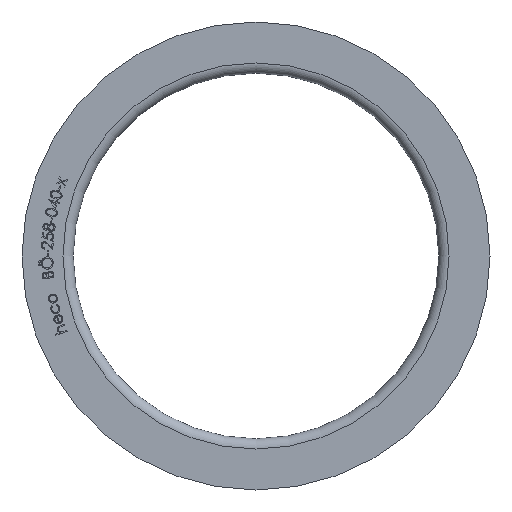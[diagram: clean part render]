
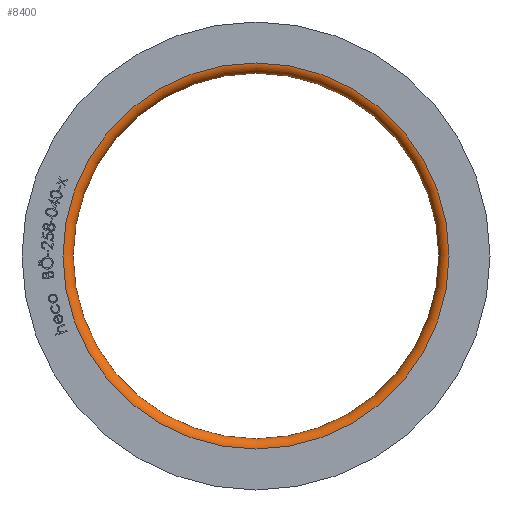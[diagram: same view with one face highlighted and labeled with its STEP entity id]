
A CAD part, left-side view. The second image highlights one B-rep face of the part: STEP entity #8400.
In plain terms, the highlighted toroidal (fillet/blend) face has major radius 132 mm and minor radius 7 mm.
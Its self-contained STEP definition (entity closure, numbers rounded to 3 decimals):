
#257 = DIRECTION ( 'NONE',  ( 0., 0., 1. ) ) ;
#2416 = DIRECTION ( 'NONE',  ( -1., 0., 0. ) ) ;
#2694 = CIRCLE ( 'NONE', #14365, 132. ) ;
#2829 = VERTEX_POINT ( 'NONE', #11416 ) ;
#2906 = AXIS2_PLACEMENT_3D ( 'NONE', #15301, #12683, #13947 ) ;
#4154 = EDGE_CURVE ( 'NONE', #2829, #2829, #5793, .T. ) ;
#5793 = CIRCLE ( 'NONE', #14167, 125. ) ;
#6410 = DIRECTION ( 'NONE',  ( 0., 0., 1. ) ) ;
#7318 = EDGE_CURVE ( 'NONE', #9136, #9136, #2694, .T. ) ;
#7916 = FACE_OUTER_BOUND ( 'NONE', #12126, .T. ) ;
#8400 = ADVANCED_FACE ( 'NONE', ( #13865, #7916 ), #10275, .T. ) ;
#8470 = CARTESIAN_POINT ( 'NONE',  ( 7., 0., 0. ) ) ;
#9048 = CARTESIAN_POINT ( 'NONE',  ( 0., 0., 132. ) ) ;
#9136 = VERTEX_POINT ( 'NONE', #9048 ) ;
#9718 = ORIENTED_EDGE ( 'NONE', *, *, #4154, .F. ) ;
#9764 = DIRECTION ( 'NONE',  ( -1., 0., 0. ) ) ;
#10275 = TOROIDAL_SURFACE ( 'NONE', #2906, 132., 7. ) ;
#11416 = CARTESIAN_POINT ( 'NONE',  ( 7., 0., 125. ) ) ;
#11653 = ORIENTED_EDGE ( 'NONE', *, *, #7318, .T. ) ;
#12126 = EDGE_LOOP ( 'NONE', ( #11653 ) ) ;
#12683 = DIRECTION ( 'NONE',  ( -1., 0., 0. ) ) ;
#13721 = CARTESIAN_POINT ( 'NONE',  ( 0., 0., 0. ) ) ;
#13865 = FACE_OUTER_BOUND ( 'NONE', #14928, .T. ) ;
#13947 = DIRECTION ( 'NONE',  ( 0., 0., 1. ) ) ;
#14167 = AXIS2_PLACEMENT_3D ( 'NONE', #8470, #2416, #257 ) ;
#14365 = AXIS2_PLACEMENT_3D ( 'NONE', #13721, #9764, #6410 ) ;
#14928 = EDGE_LOOP ( 'NONE', ( #9718 ) ) ;
#15301 = CARTESIAN_POINT ( 'NONE',  ( 7., 0., 0. ) ) ;
